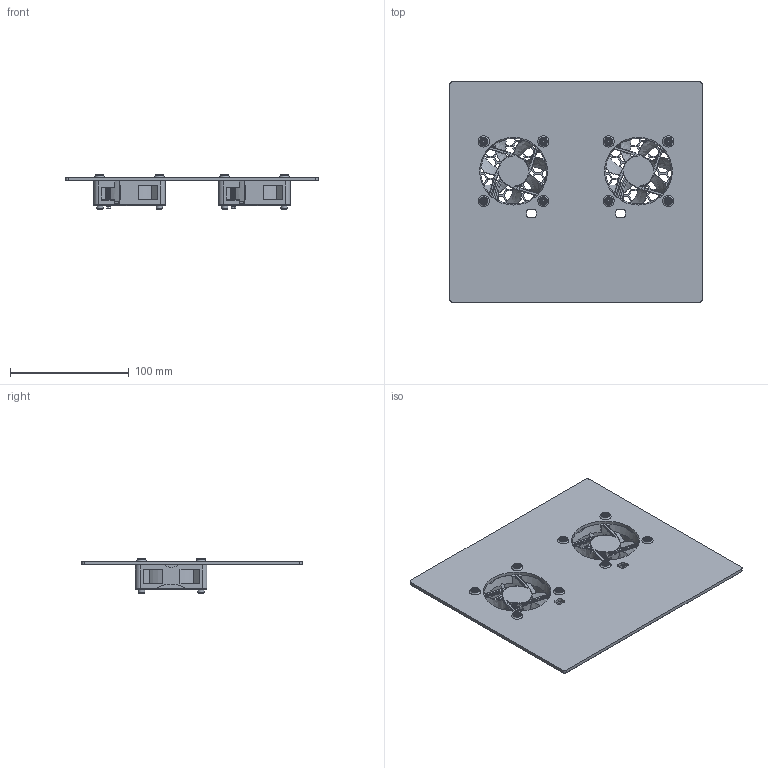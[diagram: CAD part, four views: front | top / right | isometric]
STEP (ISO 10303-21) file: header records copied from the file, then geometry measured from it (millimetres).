
FILE_DESCRIPTION(/* description */ (''),/* implementation_level */ '2;1');
FILE_NAME(/* name */ 'V0_printed_lower_rear_panel.step',/* time_stamp */ '2023-07-06T22:27:34+12:00',/* author */ (''),/* organization */ (''),/* preprocessor_version */ 'ST-DEVELOPER v19.2',/* originating_system */ 'Autodesk Translation Framework v12.6.0.85',/* authorisation */ '');
FILE_SCHEMA (('AUTOMOTIVE_DESIGN { 1 0 10303 214 3 1 1 }'));
Length unit declared in the file: millimetre
Products named in the file (5): V0.2 printed rear panel; VORON2.4_Assembly_M3 Threaded Insert; CUI_DEVICES_CFM-6020V-131-210-20; 60mm fan grill; CB3-25
Assembly tree (22 placements, depth 2):
  V0.2 printed rear panel
    VORON2.4_Assembly_M3 Threaded Insert  x9
    CUI_DEVICES_CFM-6020V-131-210-20  x2
    60mm fan grill  x2
    CB3-25  x9
Bounding box: 212 x 185 x 29 mm (x, y, z)
Volume: 159614.9 mm3; surface area: 125847.5 mm2
Topology: 23 solids, 23 shells, 2482 faces, 6745 edges, 4387 vertices
Faces by surface type: bspline 870, plane 846, cylinder 570, cone 118, torus 64, sphere 14
Full cylindrical faces by diameter (mm): 0.9 x6, 2.9 x9, 3 x9, 3.4 x16, 4.2 x9, 4.25 x9, 4.3 x8, 4.6 x9, 4.7 x8, 5.5 x9, 7 x8, 10 x2, 25.4 x2, 55.4 x2, 57 x2
Entity records: 35083 total; most frequent: CARTESIAN_POINT 14629, ORIENTED_EDGE 4450, DIRECTION 3754, EDGE_CURVE 2225, VERTEX_POINT 1425, AXIS2_PLACEMENT_3D 1277, LINE 1200, VECTOR 1200
